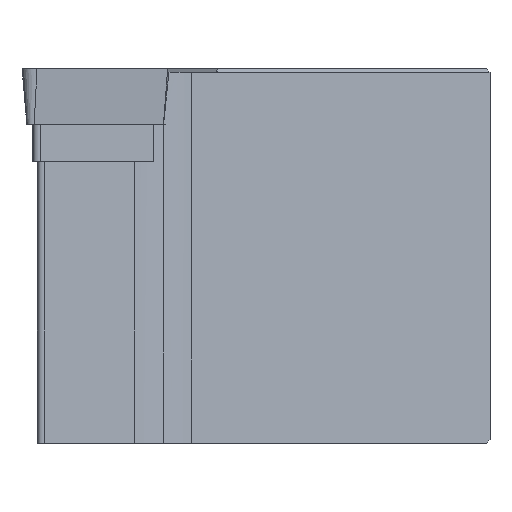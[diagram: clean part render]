
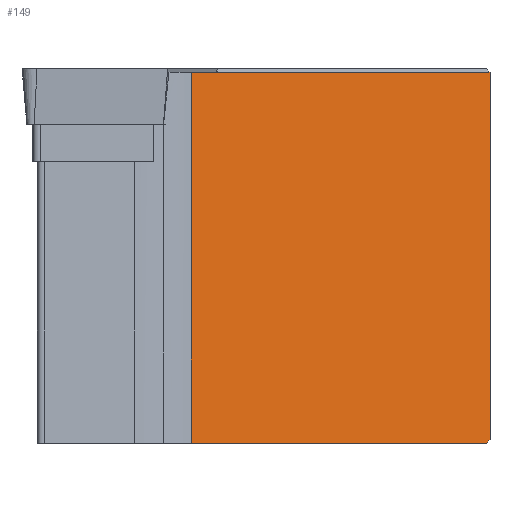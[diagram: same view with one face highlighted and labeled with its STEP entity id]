
A CAD part, left-side view. The second image highlights one B-rep face of the part: STEP entity #149.
In plain terms, the highlighted planar face has unit normal (-0.793, -0.609, 0).
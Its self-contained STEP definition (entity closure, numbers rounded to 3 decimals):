
#149=ADVANCED_FACE('',(#231),#187,.F.);
#187=PLANE('',#941);
#231=FACE_OUTER_BOUND('',#277,.T.);
#277=EDGE_LOOP('',(#629,#630,#631,#632,#633));
#309=LINE('',#1259,#393);
#316=LINE('',#1285,#400);
#320=LINE('',#1294,#404);
#325=LINE('',#1307,#409);
#345=LINE('',#1347,#429);
#393=VECTOR('',#1025,1.);
#400=VECTOR('',#1050,1.);
#404=VECTOR('',#1056,1.);
#409=VECTOR('',#1067,1.);
#429=VECTOR('',#1103,1.);
#629=ORIENTED_EDGE('',*,*,#827,.F.);
#630=ORIENTED_EDGE('',*,*,#781,.F.);
#631=ORIENTED_EDGE('',*,*,#795,.T.);
#632=ORIENTED_EDGE('',*,*,#806,.F.);
#633=ORIENTED_EDGE('',*,*,#799,.F.);
#703=VERTEX_POINT('',#1258);
#704=VERTEX_POINT('',#1260);
#713=VERTEX_POINT('',#1284);
#715=VERTEX_POINT('',#1289);
#717=VERTEX_POINT('',#1293);
#781=EDGE_CURVE('',#703,#704,#309,.T.);
#795=EDGE_CURVE('',#703,#713,#316,.T.);
#799=EDGE_CURVE('',#717,#715,#320,.T.);
#806=EDGE_CURVE('',#715,#713,#325,.T.);
#827=EDGE_CURVE('',#704,#717,#345,.T.);
#941=AXIS2_PLACEMENT_3D('',#1373,#1143,#1144);
#1025=DIRECTION('',(0.609,-0.793,0.));
#1050=DIRECTION('',(0.,0.,-1.));
#1056=DIRECTION('',(-0.477,0.622,-0.622));
#1067=DIRECTION('',(-0.609,0.793,0.));
#1103=DIRECTION('',(0.,0.,-1.));
#1143=DIRECTION('',(0.793,0.609,0.));
#1144=DIRECTION('',(0.609,-0.793,0.));
#1258=CARTESIAN_POINT('',(10.291,25.517,-0.3));
#1259=CARTESIAN_POINT('',(10.291,25.517,-0.3));
#1260=CARTESIAN_POINT('',(29.871,0.,-0.3));
#1284=CARTESIAN_POINT('',(10.291,25.517,-32.));
#1285=CARTESIAN_POINT('',(10.291,25.517,-40.));
#1289=CARTESIAN_POINT('',(29.641,0.3,-32.));
#1293=CARTESIAN_POINT('',(29.871,0.,-31.7));
#1294=CARTESIAN_POINT('',(15.394,18.866,-50.566));
#1307=CARTESIAN_POINT('',(10.291,25.517,-32.));
#1347=CARTESIAN_POINT('',(29.871,0.,-40.));
#1373=CARTESIAN_POINT('',(10.291,25.517,-40.));
